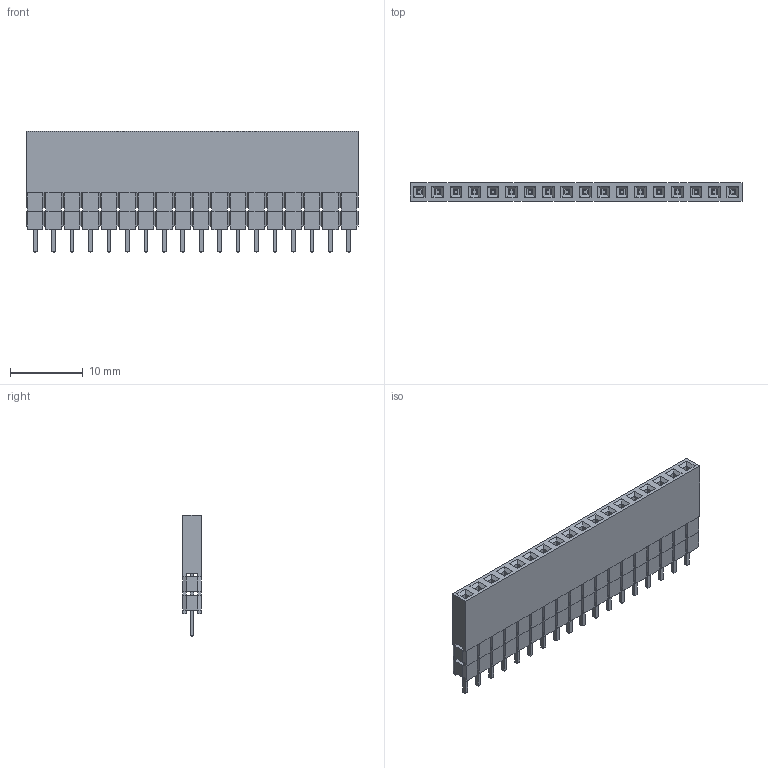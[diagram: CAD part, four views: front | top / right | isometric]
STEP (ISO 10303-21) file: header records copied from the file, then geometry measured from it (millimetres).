
FILE_DESCRIPTION(('FreeCAD Model'),'2;1');
FILE_NAME('Socket_Strip_Straight_L13.6_P2.5_01x18.step','2019-08-27T02:49:38',('Author'),(''), 'Open CASCADE STEP processor 6.8','FreeCAD','Unknown');
FILE_SCHEMA(('AUTOMOTIVE_DESIGN { 1 0 10303 214 1 1 1 1 }'));
Length unit declared in the file: millimetre
Products named in the file (1): Socket_Strip_Straight_L13.6_P2.5_01x18
Bounding box: 45.72 x 2.54 x 16.78 mm (x, y, z)
Volume: 1389.1 mm3; surface area: 2572.3 mm2
Topology: 1 solids, 1 shells, 1148 faces, 2802 edges, 1604 vertices
Faces by surface type: plane 1148
Entity records: 40316 total; most frequent: ORIENTED_EDGE 5604, CARTESIAN_POINT 5555, DIRECTION 5100, EDGE_CURVE 2802, LINE 2802, VECTOR 2802, VERTEX_POINT 1604, FACE_BOUND 1274
